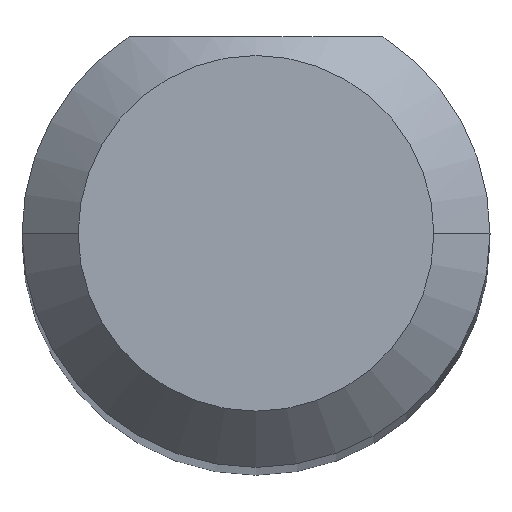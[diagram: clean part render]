
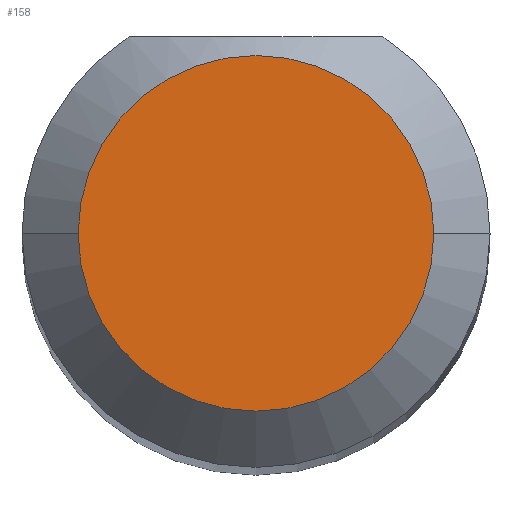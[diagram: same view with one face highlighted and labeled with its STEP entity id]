
A CAD part, top view. The second image highlights one B-rep face of the part: STEP entity #158.
In plain terms, the highlighted planar face has unit normal (0, 0, 1).
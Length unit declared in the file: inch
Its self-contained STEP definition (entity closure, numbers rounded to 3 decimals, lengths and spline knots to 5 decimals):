
#146 = DIRECTION ( 'NONE',  ( 1., 0., 0. ) ) ;
#158 = ADVANCED_FACE ( 'NONE', ( #924 ), #265, .T. ) ;
#173 = DIRECTION ( 'NONE',  ( 1., 0., 0. ) ) ;
#255 = DIRECTION ( 'NONE',  ( 0., 0., 1. ) ) ;
#265 = PLANE ( 'NONE',  #513 ) ;
#268 = CARTESIAN_POINT ( 'NONE',  ( 0.0475, 0., 1.5 ) ) ;
#296 = VERTEX_POINT ( 'NONE', #268 ) ;
#314 = ORIENTED_EDGE ( 'NONE', *, *, #386, .T. ) ;
#359 = CARTESIAN_POINT ( 'NONE',  ( -0.0475, 0., 1.5 ) ) ;
#382 = EDGE_LOOP ( 'NONE', ( #314, #1084 ) ) ;
#386 = EDGE_CURVE ( 'NONE', #1124, #296, #696, .T. ) ;
#392 = CARTESIAN_POINT ( 'NONE',  ( 0., 0., 1.5 ) ) ;
#513 = AXIS2_PLACEMENT_3D ( 'NONE', #1011, #850, #1087 ) ;
#573 = DIRECTION ( 'NONE',  ( 0., 0., 1. ) ) ;
#624 = AXIS2_PLACEMENT_3D ( 'NONE', #392, #573, #146 ) ;
#642 = AXIS2_PLACEMENT_3D ( 'NONE', #689, #255, #173 ) ;
#672 = EDGE_CURVE ( 'NONE', #296, #1124, #1077, .T. ) ;
#689 = CARTESIAN_POINT ( 'NONE',  ( 0., 0., 1.5 ) ) ;
#696 = CIRCLE ( 'NONE', #642, 0.0475 ) ;
#850 = DIRECTION ( 'NONE',  ( 0., 0., 1. ) ) ;
#924 = FACE_OUTER_BOUND ( 'NONE', #382, .T. ) ;
#1011 = CARTESIAN_POINT ( 'NONE',  ( 0., 0., 1.5 ) ) ;
#1077 = CIRCLE ( 'NONE', #624, 0.0475 ) ;
#1084 = ORIENTED_EDGE ( 'NONE', *, *, #672, .T. ) ;
#1087 = DIRECTION ( 'NONE',  ( 1., 0., 0. ) ) ;
#1124 = VERTEX_POINT ( 'NONE', #359 ) ;
